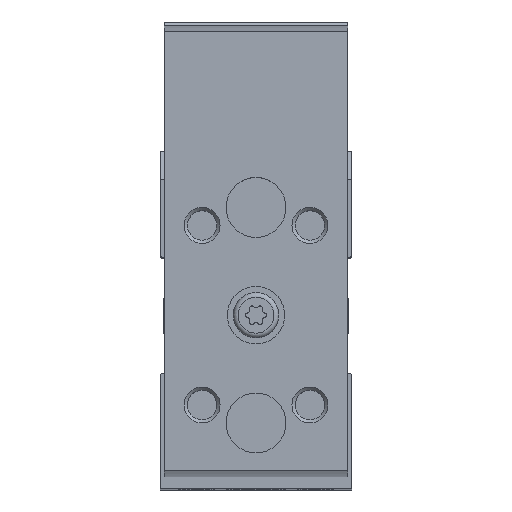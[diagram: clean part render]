
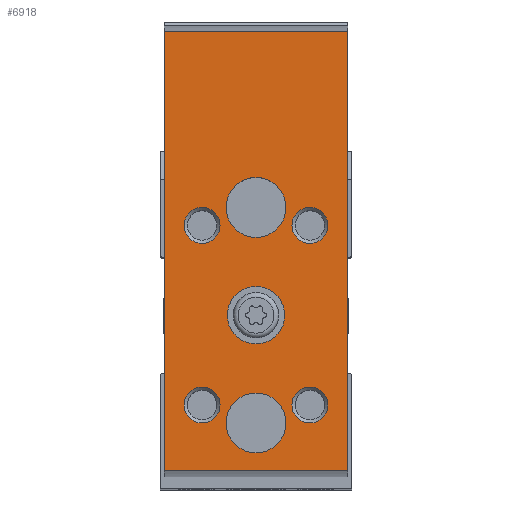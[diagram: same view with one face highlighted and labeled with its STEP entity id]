
A CAD part, top view. The second image highlights one B-rep face of the part: STEP entity #6918.
In plain terms, the highlighted planar face has unit normal (0, 0, 1).
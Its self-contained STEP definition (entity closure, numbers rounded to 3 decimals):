
#430=CIRCLE('',#7473,2.4);
#431=CIRCLE('',#7474,2.5);
#432=CIRCLE('',#7475,2.5);
#433=CIRCLE('',#7476,1.5);
#434=CIRCLE('',#7477,1.5);
#435=CIRCLE('',#7478,1.5);
#436=CIRCLE('',#7479,1.5);
#1510=ORIENTED_EDGE('',*,*,#2567,.T.);
#1511=ORIENTED_EDGE('',*,*,#2568,.T.);
#1512=ORIENTED_EDGE('',*,*,#2569,.T.);
#1513=ORIENTED_EDGE('',*,*,#2570,.F.);
#1514=ORIENTED_EDGE('',*,*,#2571,.F.);
#1515=ORIENTED_EDGE('',*,*,#2572,.F.);
#1516=ORIENTED_EDGE('',*,*,#2573,.F.);
#1517=ORIENTED_EDGE('',*,*,#2574,.T.);
#1518=ORIENTED_EDGE('',*,*,#2575,.F.);
#1519=ORIENTED_EDGE('',*,*,#2576,.F.);
#1520=ORIENTED_EDGE('',*,*,#2577,.T.);
#2567=EDGE_CURVE('',#3192,#3192,#430,.T.);
#2568=EDGE_CURVE('',#3193,#3193,#431,.T.);
#2569=EDGE_CURVE('',#3194,#3194,#432,.T.);
#2570=EDGE_CURVE('',#3195,#3195,#433,.T.);
#2571=EDGE_CURVE('',#3196,#3196,#434,.T.);
#2572=EDGE_CURVE('',#3197,#3197,#435,.T.);
#2573=EDGE_CURVE('',#3198,#3198,#436,.T.);
#2574=EDGE_CURVE('',#3199,#3200,#3669,.T.);
#2575=EDGE_CURVE('',#3201,#3200,#3670,.T.);
#2576=EDGE_CURVE('',#3202,#3201,#3671,.T.);
#2577=EDGE_CURVE('',#3202,#3199,#3672,.T.);
#3192=VERTEX_POINT('',#10654);
#3193=VERTEX_POINT('',#10656);
#3194=VERTEX_POINT('',#10658);
#3195=VERTEX_POINT('',#10660);
#3196=VERTEX_POINT('',#10662);
#3197=VERTEX_POINT('',#10664);
#3198=VERTEX_POINT('',#10666);
#3199=VERTEX_POINT('',#10668);
#3200=VERTEX_POINT('',#10669);
#3201=VERTEX_POINT('',#10671);
#3202=VERTEX_POINT('',#10673);
#3669=LINE('',#10667,#4073);
#3670=LINE('',#10670,#4074);
#3671=LINE('',#10672,#4075);
#3672=LINE('',#10674,#4076);
#4073=VECTOR('',#8891,1000.);
#4074=VECTOR('',#8892,1000.);
#4075=VECTOR('',#8893,1000.);
#4076=VECTOR('',#8894,1000.);
#4476=EDGE_LOOP('',(#1510));
#4477=EDGE_LOOP('',(#1511));
#4478=EDGE_LOOP('',(#1512));
#4479=EDGE_LOOP('',(#1513));
#4480=EDGE_LOOP('',(#1514));
#4481=EDGE_LOOP('',(#1515));
#4482=EDGE_LOOP('',(#1516));
#4483=EDGE_LOOP('',(#1517,#1518,#1519,#1520));
#5002=FACE_BOUND('',#4476,.T.);
#5003=FACE_BOUND('',#4477,.T.);
#5004=FACE_BOUND('',#4478,.T.);
#5005=FACE_BOUND('',#4479,.T.);
#5006=FACE_BOUND('',#4480,.T.);
#5007=FACE_BOUND('',#4481,.T.);
#5008=FACE_BOUND('',#4482,.T.);
#5009=FACE_BOUND('',#4483,.T.);
#5323=PLANE('',#7472);
#6918=ADVANCED_FACE('',(#5002,#5003,#5004,#5005,#5006,#5007,#5008,#5009),
#5323,.F.);
#7472=AXIS2_PLACEMENT_3D('',#10652,#8875,#8876);
#7473=AXIS2_PLACEMENT_3D('',#10653,#8877,#8878);
#7474=AXIS2_PLACEMENT_3D('',#10655,#8879,#8880);
#7475=AXIS2_PLACEMENT_3D('',#10657,#8881,#8882);
#7476=AXIS2_PLACEMENT_3D('',#10659,#8883,#8884);
#7477=AXIS2_PLACEMENT_3D('',#10661,#8885,#8886);
#7478=AXIS2_PLACEMENT_3D('',#10663,#8887,#8888);
#7479=AXIS2_PLACEMENT_3D('',#10665,#8889,#8890);
#8875=DIRECTION('',(0.,0.,-1.));
#8876=DIRECTION('',(-1.,0.,0.));
#8877=DIRECTION('',(0.,0.,-1.));
#8878=DIRECTION('',(-1.,0.,0.));
#8879=DIRECTION('',(0.,0.,-1.));
#8880=DIRECTION('',(-1.,0.,0.));
#8881=DIRECTION('',(0.,0.,-1.));
#8882=DIRECTION('',(-1.,0.,0.));
#8883=DIRECTION('',(0.,0.,1.));
#8884=DIRECTION('',(1.,0.,0.));
#8885=DIRECTION('',(0.,0.,1.));
#8886=DIRECTION('',(1.,0.,0.));
#8887=DIRECTION('',(0.,0.,1.));
#8888=DIRECTION('',(1.,0.,0.));
#8889=DIRECTION('',(0.,0.,1.));
#8890=DIRECTION('',(1.,0.,0.));
#8891=DIRECTION('',(0.,-1.,0.));
#8892=DIRECTION('',(-1.,0.,0.));
#8893=DIRECTION('',(0.,-1.,0.));
#8894=DIRECTION('',(-1.,0.,0.));
#10652=CARTESIAN_POINT('',(7.65,38.,0.));
#10653=CARTESIAN_POINT('',(0.,13.5,0.));
#10654=CARTESIAN_POINT('',(-2.4,13.5,0.));
#10655=CARTESIAN_POINT('',(0.,4.5,0.));
#10656=CARTESIAN_POINT('',(-2.5,4.5,0.));
#10657=CARTESIAN_POINT('',(0.,22.5,0.));
#10658=CARTESIAN_POINT('',(-2.5,22.5,0.));
#10659=CARTESIAN_POINT('',(-4.5,21.,0.));
#10660=CARTESIAN_POINT('',(-3.,21.,0.));
#10661=CARTESIAN_POINT('',(4.5,21.,0.));
#10662=CARTESIAN_POINT('',(6.,21.,0.));
#10663=CARTESIAN_POINT('',(-4.5,6.,0.));
#10664=CARTESIAN_POINT('',(-3.,6.,0.));
#10665=CARTESIAN_POINT('',(4.5,6.,0.));
#10666=CARTESIAN_POINT('',(6.,6.,0.));
#10667=CARTESIAN_POINT('',(-7.65,38.,0.));
#10668=CARTESIAN_POINT('',(-7.65,37.192,0.));
#10669=CARTESIAN_POINT('',(-7.65,0.508,0.));
#10670=CARTESIAN_POINT('',(7.65,0.508,0.));
#10671=CARTESIAN_POINT('',(7.65,0.508,0.));
#10672=CARTESIAN_POINT('',(7.65,38.,0.));
#10673=CARTESIAN_POINT('',(7.65,37.192,0.));
#10674=CARTESIAN_POINT('',(7.65,37.192,0.));
